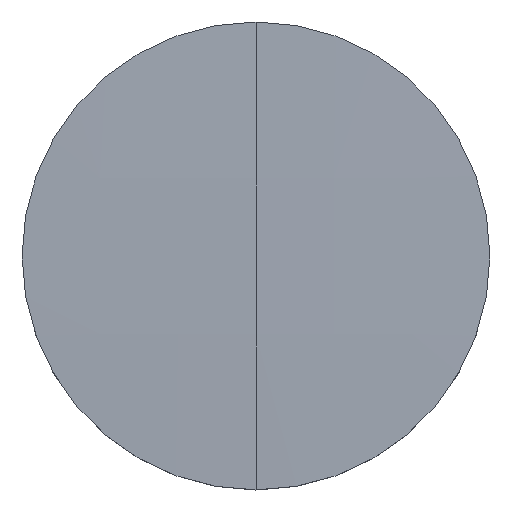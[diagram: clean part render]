
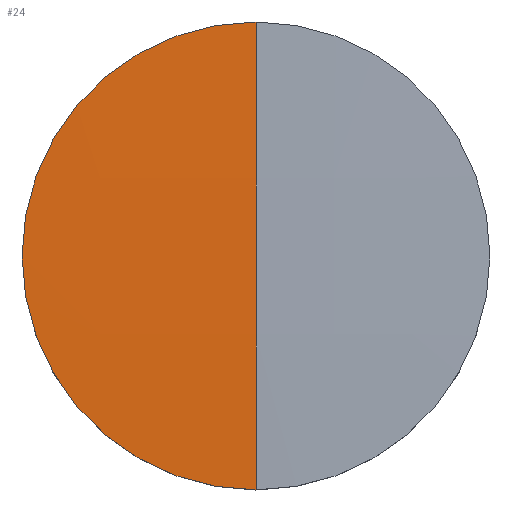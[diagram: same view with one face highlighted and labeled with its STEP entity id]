
A CAD part, top view. The second image highlights one B-rep face of the part: STEP entity #24.
In plain terms, the highlighted free-form (B-spline) face has degree [3, 3] with [4, 4] control points.
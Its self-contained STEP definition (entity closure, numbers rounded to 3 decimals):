
#5 = CARTESIAN_POINT ( 'NONE',  ( -6.387, -6.426, 1.868 ) ) ;
#24 = ADVANCED_FACE ( 'NONE', ( #59 ), #284, .T. ) ;
#27 = CARTESIAN_POINT ( 'NONE',  ( 0., 0., 1.935 ) ) ;
#33 = CARTESIAN_POINT ( 'NONE',  ( 0., 6.35, 1.935 ) ) ;
#48 = CIRCLE ( 'NONE', #166, 6.35 ) ;
#49 = AXIS2_PLACEMENT_3D ( 'NONE', #27, #134, #157 ) ;
#50 = ORIENTED_EDGE ( 'NONE', *, *, #103, .F. ) ;
#51 = CARTESIAN_POINT ( 'NONE',  ( -6.389, 2.142, 1.957 ) ) ;
#58 = CARTESIAN_POINT ( 'NONE',  ( 0., 0., -308.9 ) ) ;
#59 = FACE_OUTER_BOUND ( 'NONE', #72, .T. ) ;
#69 = VERTEX_POINT ( 'NONE', #227 ) ;
#72 = EDGE_LOOP ( 'NONE', ( #73, #254, #50 ) ) ;
#73 = ORIENTED_EDGE ( 'NONE', *, *, #143, .F. ) ;
#77 = VERTEX_POINT ( 'NONE', #33 ) ;
#79 = CARTESIAN_POINT ( 'NONE',  ( 0., 0., 1.935 ) ) ;
#92 = EDGE_CURVE ( 'NONE', #69, #77, #273, .T. ) ;
#99 = CARTESIAN_POINT ( 'NONE',  ( -4.259, -2.142, 2. ) ) ;
#102 = CARTESIAN_POINT ( 'NONE',  ( -2.13, 2.142, 2.022 ) ) ;
#103 = EDGE_CURVE ( 'NONE', #290, #77, #48, .T. ) ;
#111 = CIRCLE ( 'NONE', #49, 6.35 ) ;
#115 = AXIS2_PLACEMENT_3D ( 'NONE', #58, #176, #289 ) ;
#116 = CARTESIAN_POINT ( 'NONE',  ( -6.35, 0., 1.935 ) ) ;
#128 = CARTESIAN_POINT ( 'NONE',  ( -6.389, -2.142, 1.957 ) ) ;
#130 = CARTESIAN_POINT ( 'NONE',  ( 0., -2.142, 2.022 ) ) ;
#134 = DIRECTION ( 'NONE',  ( 0., 0., -1. ) ) ;
#143 = EDGE_CURVE ( 'NONE', #69, #290, #111, .T. ) ;
#151 = CARTESIAN_POINT ( 'NONE',  ( 0., -6.426, 1.934 ) ) ;
#155 = CARTESIAN_POINT ( 'NONE',  ( -6.387, 6.426, 1.868 ) ) ;
#157 = DIRECTION ( 'NONE',  ( 1., 0., 0. ) ) ;
#166 = AXIS2_PLACEMENT_3D ( 'NONE', #79, #276, #197 ) ;
#176 = DIRECTION ( 'NONE',  ( -1., 0., 0. ) ) ;
#194 = CARTESIAN_POINT ( 'NONE',  ( 0., 6.426, 1.934 ) ) ;
#197 = DIRECTION ( 'NONE',  ( 1., 0., 0. ) ) ;
#220 = CARTESIAN_POINT ( 'NONE',  ( -2.13, -2.142, 2.022 ) ) ;
#221 = CARTESIAN_POINT ( 'NONE',  ( -4.258, 6.426, 1.912 ) ) ;
#222 = CARTESIAN_POINT ( 'NONE',  ( -2.129, 6.426, 1.934 ) ) ;
#227 = CARTESIAN_POINT ( 'NONE',  ( 0., -6.35, 1.935 ) ) ;
#245 = CARTESIAN_POINT ( 'NONE',  ( -4.258, -6.426, 1.912 ) ) ;
#246 = CARTESIAN_POINT ( 'NONE',  ( -4.259, 2.142, 2. ) ) ;
#254 = ORIENTED_EDGE ( 'NONE', *, *, #92, .T. ) ;
#268 = CARTESIAN_POINT ( 'NONE',  ( 0., 2.142, 2.022 ) ) ;
#273 = CIRCLE ( 'NONE', #115, 310.9 ) ;
#276 = DIRECTION ( 'NONE',  ( 0., 0., -1. ) ) ;
#284 =( BOUNDED_SURFACE ( )  B_SPLINE_SURFACE ( 3, 3, ( 
 ( #151, #285, #245, #5 ),
 ( #130, #220, #99, #128 ),
 ( #268, #102, #246, #51 ),
 ( #194, #222, #221, #155 ) ),
 .UNSPECIFIED., .F., .F., .F. ) 
 B_SPLINE_SURFACE_WITH_KNOTS ( ( 4, 4 ),
 ( 4, 4 ),
 ( 0., 1. ),
 ( 0., 1. ),
 .UNSPECIFIED. ) 
 GEOMETRIC_REPRESENTATION_ITEM ( )  RATIONAL_B_SPLINE_SURFACE ( (
 ( 1., 1., 1., 1.),
 ( 1., 1., 1., 1.),
 ( 1., 1., 1., 1.),
 ( 1., 1., 1., 1.) ) ) 
 REPRESENTATION_ITEM ( '' )  SURFACE ( )  );
#285 = CARTESIAN_POINT ( 'NONE',  ( -2.129, -6.426, 1.934 ) ) ;
#289 = DIRECTION ( 'NONE',  ( 0., -1., 0. ) ) ;
#290 = VERTEX_POINT ( 'NONE', #116 ) ;
